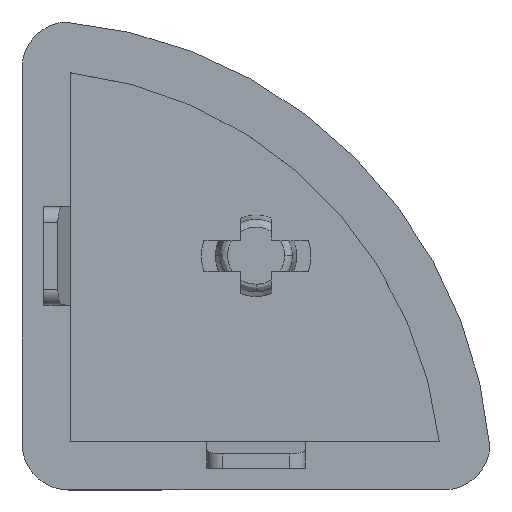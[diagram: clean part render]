
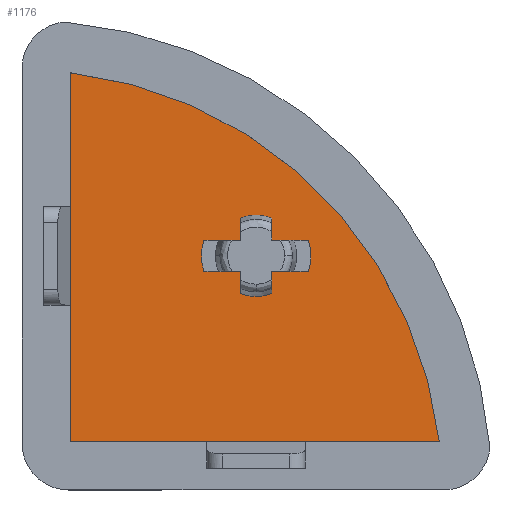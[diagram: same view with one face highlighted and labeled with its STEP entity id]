
A CAD part, top view. The second image highlights one B-rep face of the part: STEP entity #1176.
In plain terms, the highlighted planar face has unit normal (0, 0, 1).
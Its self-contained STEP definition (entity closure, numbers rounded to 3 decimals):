
#15 = DIRECTION ( 'NONE',  ( 1., 0., 0. ) ) ;
#24 = ORIENTED_EDGE ( 'NONE', *, *, #438, .F. ) ;
#39 = VERTEX_POINT ( 'NONE', #115 ) ;
#42 = CIRCLE ( 'NONE', #1302, 3.5 ) ;
#54 = EDGE_CURVE ( 'NONE', #1169, #1389, #1930, .T. ) ;
#58 = LINE ( 'NONE', #1385, #1755 ) ;
#75 = VECTOR ( 'NONE', #1413, 1000. ) ;
#88 = VERTEX_POINT ( 'NONE', #783 ) ;
#115 = CARTESIAN_POINT ( 'NONE',  ( -1., -2.4, 2. ) ) ;
#116 = EDGE_CURVE ( 'NONE', #1990, #940, #485, .T. ) ;
#127 = VECTOR ( 'NONE', #2153, 1000. ) ;
#128 = LINE ( 'NONE', #269, #75 ) ;
#130 = FACE_BOUND ( 'NONE', #1456, .T. ) ;
#137 = DIRECTION ( 'NONE',  ( 0., 0., 1. ) ) ;
#140 = VERTEX_POINT ( 'NONE', #2055 ) ;
#180 = EDGE_CURVE ( 'NONE', #765, #1169, #42, .T. ) ;
#183 = CARTESIAN_POINT ( 'NONE',  ( -14.9, -14.9, 2. ) ) ;
#192 = DIRECTION ( 'NONE',  ( 0., 0., 1. ) ) ;
#194 = VERTEX_POINT ( 'NONE', #579 ) ;
#198 = CARTESIAN_POINT ( 'NONE',  ( -3.354, 1., 2. ) ) ;
#212 = VECTOR ( 'NONE', #747, 1000. ) ;
#216 = CARTESIAN_POINT ( 'NONE',  ( -1., -2.4, 2. ) ) ;
#228 = DIRECTION ( 'NONE',  ( 0., 0., 1. ) ) ;
#269 = CARTESIAN_POINT ( 'NONE',  ( 1., -1., 2. ) ) ;
#300 = EDGE_CURVE ( 'NONE', #2129, #1756, #128, .T. ) ;
#307 = ORIENTED_EDGE ( 'NONE', *, *, #841, .F. ) ;
#317 = ORIENTED_EDGE ( 'NONE', *, *, #300, .F. ) ;
#336 = DIRECTION ( 'NONE',  ( -1., 0., 0. ) ) ;
#344 = EDGE_CURVE ( 'NONE', #39, #2129, #1789, .T. ) ;
#346 = CARTESIAN_POINT ( 'NONE',  ( 0., 0., 2. ) ) ;
#353 = ORIENTED_EDGE ( 'NONE', *, *, #862, .T. ) ;
#360 = ORIENTED_EDGE ( 'NONE', *, *, #1263, .T. ) ;
#397 = DIRECTION ( 'NONE',  ( 0., 0., 1. ) ) ;
#403 = LINE ( 'NONE', #1858, #462 ) ;
#428 = EDGE_CURVE ( 'NONE', #88, #1878, #676, .T. ) ;
#436 = CARTESIAN_POINT ( 'NONE',  ( -11.9, -11.9, 2. ) ) ;
#438 = EDGE_CURVE ( 'NONE', #940, #140, #58, .T. ) ;
#439 = VERTEX_POINT ( 'NONE', #1560 ) ;
#462 = VECTOR ( 'NONE', #2043, 1000. ) ;
#477 = ORIENTED_EDGE ( 'NONE', *, *, #1732, .F. ) ;
#485 = LINE ( 'NONE', #996, #1398 ) ;
#504 = AXIS2_PLACEMENT_3D ( 'NONE', #758, #137, #1411 ) ;
#530 = VECTOR ( 'NONE', #1475, 1000. ) ;
#537 = AXIS2_PLACEMENT_3D ( 'NONE', #1724, #228, #1555 ) ;
#571 = ORIENTED_EDGE ( 'NONE', *, *, #116, .F. ) ;
#579 = CARTESIAN_POINT ( 'NONE',  ( 3.5, 0., 2. ) ) ;
#602 = ORIENTED_EDGE ( 'NONE', *, *, #180, .F. ) ;
#605 = EDGE_CURVE ( 'NONE', #1159, #194, #1441, .T. ) ;
#609 = VECTOR ( 'NONE', #1477, 1000. ) ;
#611 = CARTESIAN_POINT ( 'NONE',  ( 3.354, 1., 2. ) ) ;
#625 = CARTESIAN_POINT ( 'NONE',  ( 1., 1., 2. ) ) ;
#635 = DIRECTION ( 'NONE',  ( 0., 0., -1. ) ) ;
#665 = LINE ( 'NONE', #1818, #1048 ) ;
#676 = LINE ( 'NONE', #830, #127 ) ;
#728 = EDGE_CURVE ( 'NONE', #439, #2017, #1021, .T. ) ;
#747 = DIRECTION ( 'NONE',  ( 0., -1., 0. ) ) ;
#753 = LINE ( 'NONE', #1420, #1881 ) ;
#758 = CARTESIAN_POINT ( 'NONE',  ( 0., 0., 2. ) ) ;
#765 = VERTEX_POINT ( 'NONE', #198 ) ;
#783 = CARTESIAN_POINT ( 'NONE',  ( -1., 2.4, 2. ) ) ;
#797 = DIRECTION ( 'NONE',  ( -1., 0., 0. ) ) ;
#822 = AXIS2_PLACEMENT_3D ( 'NONE', #1833, #1166, #336 ) ;
#830 = CARTESIAN_POINT ( 'NONE',  ( -1., 1., 2. ) ) ;
#841 = EDGE_CURVE ( 'NONE', #1878, #765, #403, .T. ) ;
#859 = DIRECTION ( 'NONE',  ( -1., 0., 0. ) ) ;
#862 = EDGE_CURVE ( 'NONE', #1943, #439, #753, .T. ) ;
#902 = DIRECTION ( 'NONE',  ( 1., 0., 0. ) ) ;
#921 = DIRECTION ( 'NONE',  ( 1., 0., 0. ) ) ;
#928 = CARTESIAN_POINT ( 'NONE',  ( -3.354, -1., 2. ) ) ;
#940 = VERTEX_POINT ( 'NONE', #625 ) ;
#996 = CARTESIAN_POINT ( 'NONE',  ( -14.9, 1., 2. ) ) ;
#1005 = DIRECTION ( 'NONE',  ( 1., 0., 0. ) ) ;
#1021 = CIRCLE ( 'NONE', #2095, 26.8 ) ;
#1024 = EDGE_CURVE ( 'NONE', #1389, #39, #1708, .T. ) ;
#1043 = ORIENTED_EDGE ( 'NONE', *, *, #728, .T. ) ;
#1048 = VECTOR ( 'NONE', #1005, 1000. ) ;
#1097 = LINE ( 'NONE', #1154, #530 ) ;
#1154 = CARTESIAN_POINT ( 'NONE',  ( -11.9, -11.9, 2. ) ) ;
#1159 = VERTEX_POINT ( 'NONE', #1757 ) ;
#1166 = DIRECTION ( 'NONE',  ( 0., 0., 1. ) ) ;
#1169 = VERTEX_POINT ( 'NONE', #928 ) ;
#1176 = ADVANCED_FACE ( 'NONE', ( #130, #1603 ), #1244, .F. ) ;
#1193 = CARTESIAN_POINT ( 'NONE',  ( 0., 0., 2. ) ) ;
#1244 = PLANE ( 'NONE',  #1960 ) ;
#1263 = EDGE_CURVE ( 'NONE', #2017, #1943, #1097, .T. ) ;
#1302 = AXIS2_PLACEMENT_3D ( 'NONE', #1193, #397, #902 ) ;
#1374 = DIRECTION ( 'NONE',  ( 0., 1., 0. ) ) ;
#1385 = CARTESIAN_POINT ( 'NONE',  ( 1., 2.4, 2. ) ) ;
#1389 = VERTEX_POINT ( 'NONE', #1572 ) ;
#1398 = VECTOR ( 'NONE', #2012, 1000. ) ;
#1411 = DIRECTION ( 'NONE',  ( 1., 0., 0. ) ) ;
#1413 = DIRECTION ( 'NONE',  ( 0., 1., 0. ) ) ;
#1420 = CARTESIAN_POINT ( 'NONE',  ( 11.732, -11.9, 2. ) ) ;
#1430 = CARTESIAN_POINT ( 'NONE',  ( -1., 1., 2. ) ) ;
#1441 = CIRCLE ( 'NONE', #504, 3.5 ) ;
#1456 = EDGE_LOOP ( 'NONE', ( #1895, #477, #24, #571, #1628, #1547, #2097, #317, #1604, #1479, #1741, #602, #307 ) ) ;
#1475 = DIRECTION ( 'NONE',  ( 0., -1., 0. ) ) ;
#1477 = DIRECTION ( 'NONE',  ( 1., 0., 0. ) ) ;
#1479 = ORIENTED_EDGE ( 'NONE', *, *, #1024, .F. ) ;
#1516 = CARTESIAN_POINT ( 'NONE',  ( 1., -2.4, 2. ) ) ;
#1529 = CARTESIAN_POINT ( 'NONE',  ( 1., -1., 2. ) ) ;
#1547 = ORIENTED_EDGE ( 'NONE', *, *, #605, .F. ) ;
#1555 = DIRECTION ( 'NONE',  ( 1., 0., 0. ) ) ;
#1560 = CARTESIAN_POINT ( 'NONE',  ( 11.732, -11.9, 2. ) ) ;
#1572 = CARTESIAN_POINT ( 'NONE',  ( -1., -1., 2. ) ) ;
#1575 = CIRCLE ( 'NONE', #1884, 2.6 ) ;
#1603 = FACE_OUTER_BOUND ( 'NONE', #1869, .T. ) ;
#1604 = ORIENTED_EDGE ( 'NONE', *, *, #344, .F. ) ;
#1628 = ORIENTED_EDGE ( 'NONE', *, *, #1808, .F. ) ;
#1630 = CARTESIAN_POINT ( 'NONE',  ( -14.9, -1., 2. ) ) ;
#1659 = EDGE_CURVE ( 'NONE', #1756, #1159, #665, .T. ) ;
#1708 = LINE ( 'NONE', #216, #212 ) ;
#1724 = CARTESIAN_POINT ( 'NONE',  ( 0., 0., 2. ) ) ;
#1732 = EDGE_CURVE ( 'NONE', #140, #88, #1575, .T. ) ;
#1741 = ORIENTED_EDGE ( 'NONE', *, *, #54, .F. ) ;
#1755 = VECTOR ( 'NONE', #1374, 1000. ) ;
#1756 = VERTEX_POINT ( 'NONE', #1529 ) ;
#1757 = CARTESIAN_POINT ( 'NONE',  ( 3.354, -1., 2. ) ) ;
#1789 = CIRCLE ( 'NONE', #822, 2.6 ) ;
#1808 = EDGE_CURVE ( 'NONE', #194, #1990, #2034, .T. ) ;
#1818 = CARTESIAN_POINT ( 'NONE',  ( -14.9, -1., 2. ) ) ;
#1833 = CARTESIAN_POINT ( 'NONE',  ( 0., 0., 2. ) ) ;
#1858 = CARTESIAN_POINT ( 'NONE',  ( -14.9, 1., 2. ) ) ;
#1869 = EDGE_LOOP ( 'NONE', ( #360, #353, #1043 ) ) ;
#1878 = VERTEX_POINT ( 'NONE', #1430 ) ;
#1881 = VECTOR ( 'NONE', #921, 1000. ) ;
#1884 = AXIS2_PLACEMENT_3D ( 'NONE', #346, #192, #859 ) ;
#1895 = ORIENTED_EDGE ( 'NONE', *, *, #428, .F. ) ;
#1914 = CARTESIAN_POINT ( 'NONE',  ( -14.9, -14.9, 2. ) ) ;
#1930 = LINE ( 'NONE', #1630, #609 ) ;
#1943 = VERTEX_POINT ( 'NONE', #436 ) ;
#1944 = CARTESIAN_POINT ( 'NONE',  ( -11.9, 11.732, 2. ) ) ;
#1960 = AXIS2_PLACEMENT_3D ( 'NONE', #1914, #635, #797 ) ;
#1990 = VERTEX_POINT ( 'NONE', #611 ) ;
#2012 = DIRECTION ( 'NONE',  ( -1., 0., 0. ) ) ;
#2017 = VERTEX_POINT ( 'NONE', #1944 ) ;
#2034 = CIRCLE ( 'NONE', #537, 3.5 ) ;
#2043 = DIRECTION ( 'NONE',  ( -1., 0., 0. ) ) ;
#2055 = CARTESIAN_POINT ( 'NONE',  ( 1., 2.4, 2. ) ) ;
#2095 = AXIS2_PLACEMENT_3D ( 'NONE', #183, #2161, #15 ) ;
#2097 = ORIENTED_EDGE ( 'NONE', *, *, #1659, .F. ) ;
#2129 = VERTEX_POINT ( 'NONE', #1516 ) ;
#2153 = DIRECTION ( 'NONE',  ( 0., -1., 0. ) ) ;
#2161 = DIRECTION ( 'NONE',  ( 0., 0., 1. ) ) ;
